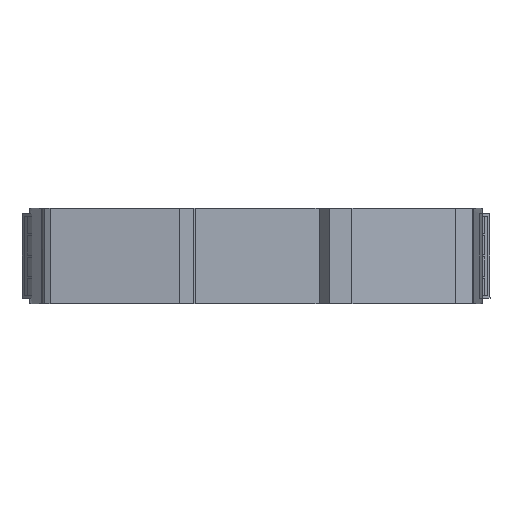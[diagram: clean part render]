
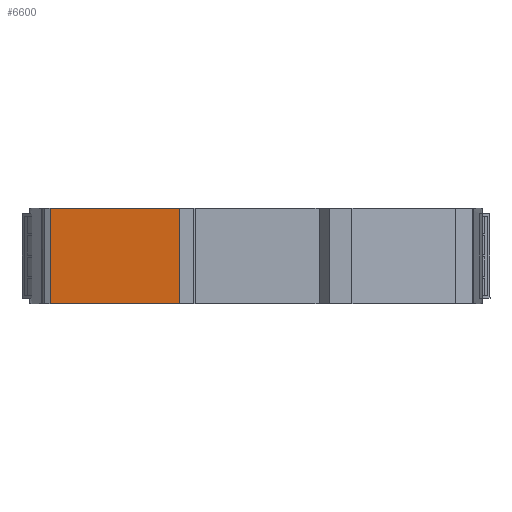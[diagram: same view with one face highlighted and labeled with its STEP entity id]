
A CAD part, front view. The second image highlights one B-rep face of the part: STEP entity #6600.
In plain terms, the highlighted planar face has unit normal (-0.103, -0.995, 0).
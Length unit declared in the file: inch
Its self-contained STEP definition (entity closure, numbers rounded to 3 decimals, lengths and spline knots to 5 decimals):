
#1371 = VERTEX_POINT ( 'NONE', #22774 ) ;
#2355 = EDGE_LOOP ( 'NONE', ( #16950, #16440, #21271, #4818 ) ) ;
#3038 = CARTESIAN_POINT ( 'NONE',  ( -2.40849, -1.33042, 1.33071 ) ) ;
#3149 = VERTEX_POINT ( 'NONE', #5804 ) ;
#3814 = CARTESIAN_POINT ( 'NONE',  ( -3.61215, -1.20592, 0.44488 ) ) ;
#4818 = ORIENTED_EDGE ( 'NONE', *, *, #8135, .T. ) ;
#5021 = DIRECTION ( 'NONE',  ( 0.995, -0.103, 0. ) ) ;
#5804 = CARTESIAN_POINT ( 'NONE',  ( -2.40849, -1.33042, 0.44488 ) ) ;
#6034 = EDGE_CURVE ( 'NONE', #1371, #23389, #19395, .T. ) ;
#6600 = ADVANCED_FACE ( 'NONE', ( #13396 ), #11055, .T. ) ;
#7018 = DIRECTION ( 'NONE',  ( -0.103, -0.995, 0. ) ) ;
#7183 = DIRECTION ( 'NONE',  ( 0.995, -0.103, 0. ) ) ;
#7291 = CARTESIAN_POINT ( 'NONE',  ( -3.61215, -1.20592, 0.44488 ) ) ;
#8135 = EDGE_CURVE ( 'NONE', #1371, #13738, #19326, .T. ) ;
#9369 = CARTESIAN_POINT ( 'NONE',  ( -3.61215, -1.20592, 0.44488 ) ) ;
#9629 = AXIS2_PLACEMENT_3D ( 'NONE', #9369, #7018, #23277 ) ;
#10756 = CARTESIAN_POINT ( 'NONE',  ( -3.61215, -1.20592, 1.33071 ) ) ;
#11055 = PLANE ( 'NONE',  #9629 ) ;
#13396 = FACE_OUTER_BOUND ( 'NONE', #2355, .T. ) ;
#13552 = EDGE_CURVE ( 'NONE', #3149, #23389, #14810, .T. ) ;
#13738 = VERTEX_POINT ( 'NONE', #16178 ) ;
#14647 = EDGE_CURVE ( 'NONE', #13738, #3149, #24534, .T. ) ;
#14698 = VECTOR ( 'NONE', #5021, 39.37008 ) ;
#14810 = LINE ( 'NONE', #25450, #15704 ) ;
#15661 = DIRECTION ( 'NONE',  ( 0., 0., 1. ) ) ;
#15704 = VECTOR ( 'NONE', #15661, 39.37008 ) ;
#16178 = CARTESIAN_POINT ( 'NONE',  ( -3.61215, -1.20592, 0.44488 ) ) ;
#16440 = ORIENTED_EDGE ( 'NONE', *, *, #13552, .T. ) ;
#16950 = ORIENTED_EDGE ( 'NONE', *, *, #14647, .T. ) ;
#17806 = DIRECTION ( 'NONE',  ( 0., 0., -1. ) ) ;
#19326 = LINE ( 'NONE', #3814, #24717 ) ;
#19395 = LINE ( 'NONE', #10756, #14698 ) ;
#21271 = ORIENTED_EDGE ( 'NONE', *, *, #6034, .F. ) ;
#22774 = CARTESIAN_POINT ( 'NONE',  ( -3.61215, -1.20592, 1.33071 ) ) ;
#23277 = DIRECTION ( 'NONE',  ( 0.995, -0.103, 0. ) ) ;
#23389 = VERTEX_POINT ( 'NONE', #3038 ) ;
#23878 = VECTOR ( 'NONE', #7183, 39.37008 ) ;
#24534 = LINE ( 'NONE', #7291, #23878 ) ;
#24717 = VECTOR ( 'NONE', #17806, 39.37008 ) ;
#25450 = CARTESIAN_POINT ( 'NONE',  ( -2.40849, -1.33042, 0.44488 ) ) ;
